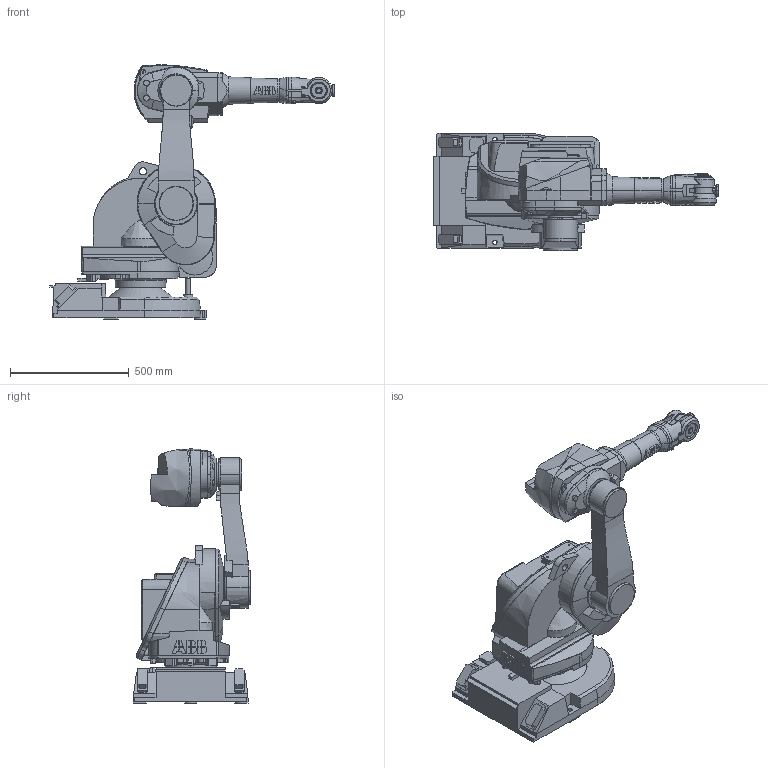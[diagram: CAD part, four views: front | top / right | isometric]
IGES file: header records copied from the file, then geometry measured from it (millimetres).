
Start section: SolidWorks IGES FILE using analytic representation for surfaces
Global section: file name: IRB52_short_T00F81B51V41H61_rev1.igs; native system: SolidWorks 2004 by SolidWorks Corporation; preprocessor: Version 5.3; author: joze; date: 070817.084800; units: millimetre
Bounding box: 1197.26 x 494.27 x 1069.47 mm (x, y, z)
Surface area: 3108425.2 mm2 (no closed solid volume)
Topology: 0 solids, 0 shells, 1206 faces, 28432 edges, 35134 vertices
Faces by surface type: bspline 919, revolution 287
